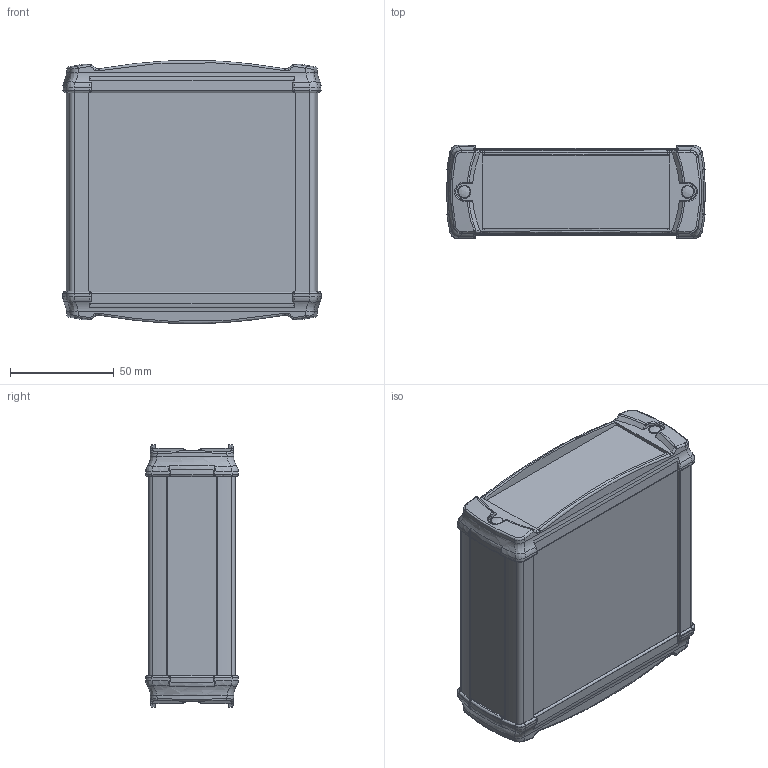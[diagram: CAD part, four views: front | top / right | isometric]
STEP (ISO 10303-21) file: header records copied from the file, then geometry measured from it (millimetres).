
FILE_DESCRIPTION((''),'2;1');
FILE_NAME('83124100.S1_ELP 1240-0100 D.stp','2010-02-09T14:15:54',('nowak'),(''),'Autodesk Inventor 2010','Autodesk Inventor 2010','');
FILE_SCHEMA(('AUTOMOTIVE_DESIGN { 1 0 10303 214 1 1 1 1 }'));
Length unit declared in the file: millimetre
Products named in the file (5): ELP 1240-0100 D; ELP 1240_1009042_3Dsym; ELD 1240_1009058_3D; 1003804_3Dsym; SHR Z KA30X10 WN 1412 MG_3DSYM
Assembly tree (11 placements, depth 2):
  ELP 1240-0100 D
    ELP 1240_1009042_3Dsym
    ELD 1240_1009058_3D  x2
    1003804_3Dsym  x4
    SHR Z KA30X10 WN 1412 MG_3DSYM  x4
Bounding box: 124.75 x 45 x 127.03 mm (x, y, z)
Volume: 119189.4 mm3; surface area: 115974.9 mm2
Topology: 11 solids, 11 shells, 1600 faces, 4114 edges, 2456 vertices
Faces by surface type: bspline 548, plane 451, cylinder 279, torus 154, cone 152, sphere 16
Full cylindrical faces by diameter (mm): 2 x24, 5.3 x4, 5.6 x4, 6.4 x4
Entity records: 40092 total; most frequent: CARTESIAN_POINT 21185, ORIENTED_EDGE 4120, DIRECTION 3633, EDGE_CURVE 2060, AXIS2_PLACEMENT_3D 1400, VERTEX_POINT 1286, EDGE_LOOP 876, VECTOR 833
